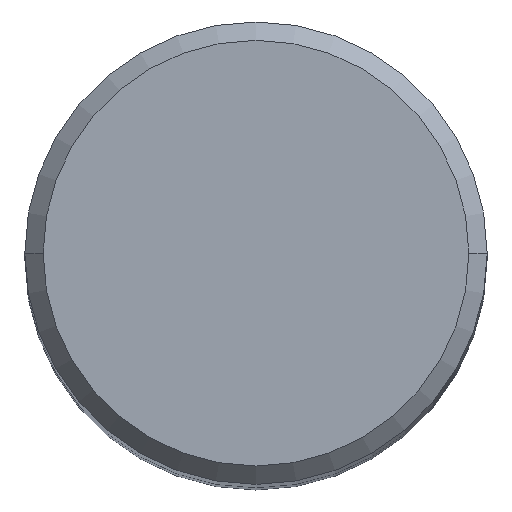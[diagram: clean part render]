
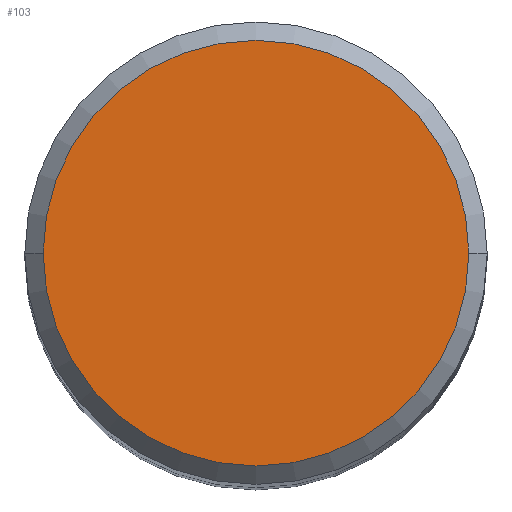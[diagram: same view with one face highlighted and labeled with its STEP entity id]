
A CAD part, top view. The second image highlights one B-rep face of the part: STEP entity #103.
In plain terms, the highlighted planar face has unit normal (0, 0, 1).
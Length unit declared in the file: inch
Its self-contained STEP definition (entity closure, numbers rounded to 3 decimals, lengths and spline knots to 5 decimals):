
#68 = VERTEX_POINT ( 'NONE', #328 ) ;
#76 = CARTESIAN_POINT ( 'NONE',  ( -0.36245, 0., 0. ) ) ;
#77 = FACE_OUTER_BOUND ( 'NONE', #109, .T. ) ;
#101 = DIRECTION ( 'NONE',  ( -1., 0., 0. ) ) ;
#103 = ADVANCED_FACE ( 'NONE', ( #77 ), #338, .F. ) ;
#104 = CARTESIAN_POINT ( 'NONE',  ( 0., 0., 0. ) ) ;
#107 = DIRECTION ( 'NONE',  ( 0., 0., 1. ) ) ;
#109 = EDGE_LOOP ( 'NONE', ( #261, #271 ) ) ;
#121 = VERTEX_POINT ( 'NONE', #76 ) ;
#132 = EDGE_CURVE ( 'NONE', #68, #121, #220, .T. ) ;
#176 = CIRCLE ( 'NONE', #196, 0.36245 ) ;
#196 = AXIS2_PLACEMENT_3D ( 'NONE', #284, #107, #228 ) ;
#220 = CIRCLE ( 'NONE', #245, 0.36245 ) ;
#224 = DIRECTION ( 'NONE',  ( 1., 0., 0. ) ) ;
#228 = DIRECTION ( 'NONE',  ( 1., 0., 0. ) ) ;
#245 = AXIS2_PLACEMENT_3D ( 'NONE', #104, #306, #224 ) ;
#261 = ORIENTED_EDGE ( 'NONE', *, *, #346, .T. ) ;
#271 = ORIENTED_EDGE ( 'NONE', *, *, #132, .T. ) ;
#284 = CARTESIAN_POINT ( 'NONE',  ( 0., 0., 0. ) ) ;
#306 = DIRECTION ( 'NONE',  ( 0., 0., 1. ) ) ;
#328 = CARTESIAN_POINT ( 'NONE',  ( 0.36245, 0., 0. ) ) ;
#338 = PLANE ( 'NONE',  #352 ) ;
#346 = EDGE_CURVE ( 'NONE', #121, #68, #176, .T. ) ;
#352 = AXIS2_PLACEMENT_3D ( 'NONE', #361, #366, #101 ) ;
#361 = CARTESIAN_POINT ( 'NONE',  ( 0., 0., 0. ) ) ;
#366 = DIRECTION ( 'NONE',  ( 0., 0., -1. ) ) ;
